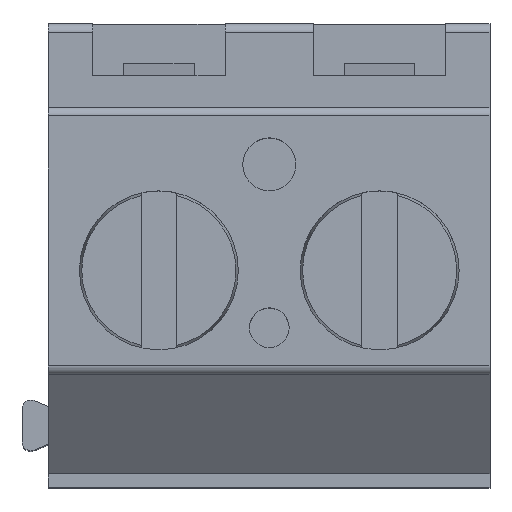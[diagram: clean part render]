
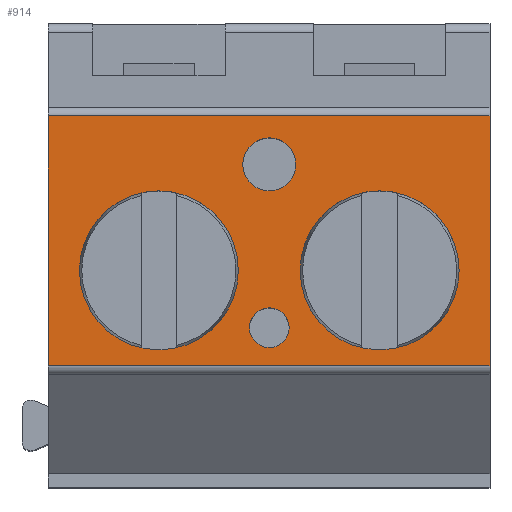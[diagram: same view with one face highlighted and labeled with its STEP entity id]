
A CAD part, top view. The second image highlights one B-rep face of the part: STEP entity #914.
In plain terms, the highlighted planar face has unit normal (0, 0, 1).
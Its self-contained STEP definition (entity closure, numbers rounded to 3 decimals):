
#914=ADVANCED_FACE('',(#2929,#2931,#2933,#2935,#2937),#2939,.T.);
#2929=FACE_BOUND('',#2930,.T.);
#2930=EDGE_LOOP('',(#4600,#4601,#4602,#4603));
#2931=FACE_BOUND('',#2932,.T.);
#2932=EDGE_LOOP('',(#4604));
#2933=FACE_BOUND('',#2934,.T.);
#2934=EDGE_LOOP('',(#4605));
#2935=FACE_BOUND('',#2936,.T.);
#2936=EDGE_LOOP('',(#4606));
#2937=FACE_BOUND('',#2938,.T.);
#2938=EDGE_LOOP('',(#4607));
#2939=PLANE('',#2940);
#2940=AXIS2_PLACEMENT_3D('',#2941,#2942,#2943);
#2941=CARTESIAN_POINT('',(7.5,-2.159,19.5));
#2942=DIRECTION('',(0.,-0.,1.));
#2943=DIRECTION('',(0.,1.,0.));
#4600=ORIENTED_EDGE('',*,*,#5470,.T.);
#4601=ORIENTED_EDGE('',*,*,#5617,.T.);
#4602=ORIENTED_EDGE('',*,*,#5481,.F.);
#4603=ORIENTED_EDGE('',*,*,#5618,.F.);
#4604=ORIENTED_EDGE('',*,*,#5619,.T.);
#4605=ORIENTED_EDGE('',*,*,#5620,.T.);
#4606=ORIENTED_EDGE('',*,*,#5621,.T.);
#4607=ORIENTED_EDGE('',*,*,#5622,.T.);
#5470=EDGE_CURVE('',#6152,#6150,#6153,.T.);
#5481=EDGE_CURVE('',#6169,#6171,#6172,.T.);
#5617=EDGE_CURVE('',#6150,#6171,#6390,.T.);
#5618=EDGE_CURVE('',#6152,#6169,#6391,.T.);
#5619=EDGE_CURVE('',#6392,#6392,#6393,.T.);
#5620=EDGE_CURVE('',#6394,#6394,#6395,.T.);
#5621=EDGE_CURVE('',#6396,#6396,#6397,.F.);
#5622=EDGE_CURVE('',#6398,#6398,#6399,.F.);
#6150=VERTEX_POINT('',#7324);
#6152=VERTEX_POINT('',#7329);
#6153=LINE('',#7330,#7331);
#6169=VERTEX_POINT('',#7367);
#6171=VERTEX_POINT('',#7372);
#6172=LINE('',#7373,#7374);
#6390=LINE('',#7872,#7873);
#6391=LINE('',#7875,#7876);
#6392=VERTEX_POINT('',#7878);
#6393=CIRCLE('',#7879,1.8);
#6394=VERTEX_POINT('',#7883);
#6395=CIRCLE('',#7884,1.8);
#6396=VERTEX_POINT('',#7888);
#6397=CIRCLE('',#7889,0.45);
#6398=VERTEX_POINT('',#7893);
#6399=CIRCLE('',#7894,0.6);
#7324=CARTESIAN_POINT('',(7.5,3.5,19.5));
#7329=CARTESIAN_POINT('',(7.5,-2.159,19.5));
#7330=CARTESIAN_POINT('',(7.5,-2.159,19.5));
#7331=VECTOR('',#7332,1.);
#7332=DIRECTION('',(0.,1.,0.));
#7367=CARTESIAN_POINT('',(-2.5,-2.159,19.5));
#7372=CARTESIAN_POINT('',(-2.5,3.5,19.5));
#7373=CARTESIAN_POINT('',(-2.5,-2.159,19.5));
#7374=VECTOR('',#7375,1.);
#7375=DIRECTION('',(0.,1.,0.));
#7872=CARTESIAN_POINT('',(7.5,3.5,19.5));
#7873=VECTOR('',#7874,1.);
#7874=DIRECTION('',(-1.,0.,0.));
#7875=CARTESIAN_POINT('',(7.5,-2.159,19.5));
#7876=VECTOR('',#7877,1.);
#7877=DIRECTION('',(-1.,0.,0.));
#7878=CARTESIAN_POINT('',(3.2,0.,19.5));
#7879=AXIS2_PLACEMENT_3D('',#7880,#7881,#7882);
#7880=CARTESIAN_POINT('',(5.,0.,19.5));
#7881=DIRECTION('',(-0.,0.,-1.));
#7882=DIRECTION('',(-1.,0.,0.));
#7883=CARTESIAN_POINT('',(-1.8,0.,19.5));
#7884=AXIS2_PLACEMENT_3D('',#7885,#7886,#7887);
#7885=CARTESIAN_POINT('',(0.,0.,19.5));
#7886=DIRECTION('',(-0.,0.,-1.));
#7887=DIRECTION('',(-1.,0.,0.));
#7888=CARTESIAN_POINT('',(2.95,-1.3,19.5));
#7889=AXIS2_PLACEMENT_3D('',#7890,#7891,#7892);
#7890=CARTESIAN_POINT('',(2.5,-1.3,19.5));
#7891=DIRECTION('',(0.,-0.,1.));
#7892=DIRECTION('',(1.,0.,0.));
#7893=CARTESIAN_POINT('',(3.1,2.4,19.5));
#7894=AXIS2_PLACEMENT_3D('',#7895,#7896,#7897);
#7895=CARTESIAN_POINT('',(2.5,2.4,19.5));
#7896=DIRECTION('',(0.,-0.,1.));
#7897=DIRECTION('',(1.,0.,0.));
